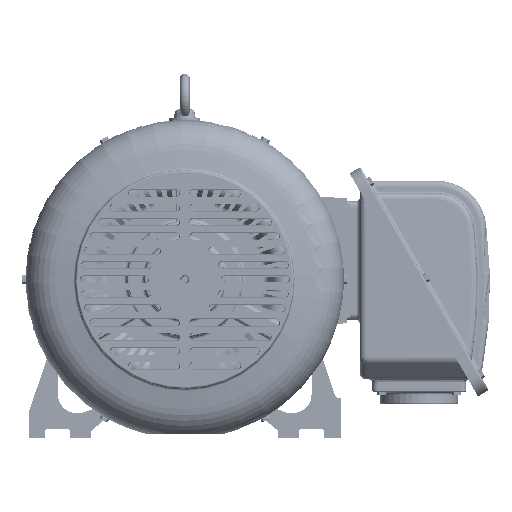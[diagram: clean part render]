
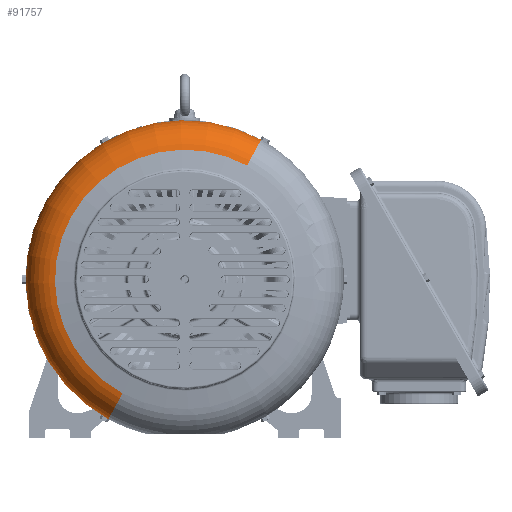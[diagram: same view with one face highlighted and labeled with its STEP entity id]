
A CAD part, front view. The second image highlights one B-rep face of the part: STEP entity #91757.
In plain terms, the highlighted toroidal (fillet/blend) face has major radius 197.75 mm and minor radius 57 mm.
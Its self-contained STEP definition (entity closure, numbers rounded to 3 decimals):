
#91597=CARTESIAN_POINT('Axis2P3D Location',(0.,-399.243,0.)) ;
#91601=CARTESIAN_POINT('Vertex',(-99.552,-399.243,-182.228)) ;
#91603=CARTESIAN_POINT('Vertex',(99.552,-399.243,182.228)) ;
#91727=CARTESIAN_POINT('Axis2P3D Location',(0.,-343.109,0.)) ;
#91732=CARTESIAN_POINT('Axis2P3D Location',(0.,-343.109,0.)) ;
#91736=CARTESIAN_POINT('Vertex',(-122.134,-343.109,-223.564)) ;
#91738=CARTESIAN_POINT('Vertex',(122.134,-343.109,223.564)) ;
#91741=CARTESIAN_POINT('Axis2P3D Location',(-94.806,-343.109,-173.542)) ;
#91746=CARTESIAN_POINT('Axis2P3D Location',(94.806,-343.109,173.542)) ;
#91598=DIRECTION('Axis2P3D Direction',(0.,1.,-0.)) ;
#91728=DIRECTION('Axis2P3D Direction',(0.,1.,-0.)) ;
#91729=DIRECTION('Axis2P3D XDirection',(0.479,0.,0.878)) ;
#91733=DIRECTION('Axis2P3D Direction',(0.,1.,-0.)) ;
#91742=DIRECTION('Axis2P3D Direction',(0.878,-0.,-0.479)) ;
#91747=DIRECTION('Axis2P3D Direction',(-0.878,0.,0.479)) ;
#91599=AXIS2_PLACEMENT_3D('Circle Axis2P3D',#91597,#91598,$) ;
#91730=AXIS2_PLACEMENT_3D('Torus Axis2P3D',#91727,#91728,#91729) ;
#91734=AXIS2_PLACEMENT_3D('Circle Axis2P3D',#91732,#91733,$) ;
#91743=AXIS2_PLACEMENT_3D('Circle Axis2P3D',#91741,#91742,$) ;
#91748=AXIS2_PLACEMENT_3D('Circle Axis2P3D',#91746,#91747,$) ;
#91752=ORIENTED_EDGE('',*,*,#91740,.F.) ;
#91753=ORIENTED_EDGE('',*,*,#91745,.T.) ;
#91754=ORIENTED_EDGE('',*,*,#91605,.T.) ;
#91755=ORIENTED_EDGE('',*,*,#91750,.F.) ;
#91757=ADVANCED_FACE('31407B027X202.1',(#91756),#91731,.T.) ;
#91600=CIRCLE('generated circle',#91599,207.648) ;
#91735=CIRCLE('generated circle',#91734,254.75) ;
#91744=CIRCLE('generated circle',#91743,57.) ;
#91749=CIRCLE('generated circle',#91748,57.) ;
#91731=TOROIDAL_SURFACE('homeo Torus',#91730,197.75,57.) ;
#91605=EDGE_CURVE('',#91602,#91604,#91600,.T.) ;
#91740=EDGE_CURVE('',#91737,#91739,#91735,.T.) ;
#91745=EDGE_CURVE('',#91737,#91602,#91744,.F.) ;
#91750=EDGE_CURVE('',#91739,#91604,#91749,.F.) ;
#91751=EDGE_LOOP('',(#91752,#91753,#91754,#91755)) ;
#91756=FACE_OUTER_BOUND('',#91751,.T.) ;
#91602=VERTEX_POINT('',#91601) ;
#91604=VERTEX_POINT('',#91603) ;
#91737=VERTEX_POINT('',#91736) ;
#91739=VERTEX_POINT('',#91738) ;
